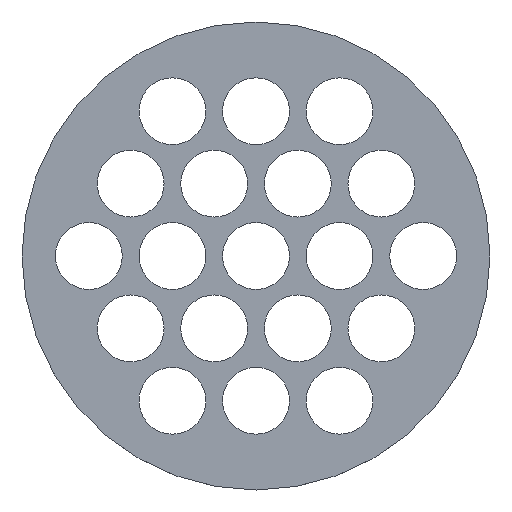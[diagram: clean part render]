
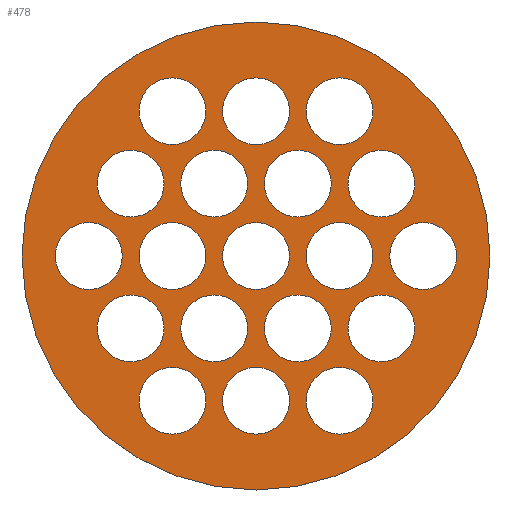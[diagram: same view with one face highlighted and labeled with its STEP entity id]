
A CAD part, top view. The second image highlights one B-rep face of the part: STEP entity #478.
In plain terms, the highlighted planar face has unit normal (0, 0, 1).
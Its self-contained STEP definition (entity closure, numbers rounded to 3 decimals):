
#34=FACE_BOUND('',#118,.T.);
#35=FACE_BOUND('',#119,.T.);
#36=FACE_BOUND('',#120,.T.);
#37=FACE_BOUND('',#121,.T.);
#38=FACE_BOUND('',#122,.T.);
#39=FACE_BOUND('',#123,.T.);
#40=FACE_BOUND('',#124,.T.);
#41=FACE_BOUND('',#125,.T.);
#42=FACE_BOUND('',#126,.T.);
#43=FACE_BOUND('',#127,.T.);
#44=FACE_BOUND('',#128,.T.);
#45=FACE_BOUND('',#129,.T.);
#46=FACE_BOUND('',#130,.T.);
#47=FACE_BOUND('',#131,.T.);
#48=FACE_BOUND('',#132,.T.);
#49=FACE_BOUND('',#133,.T.);
#50=FACE_BOUND('',#134,.T.);
#51=FACE_BOUND('',#135,.T.);
#52=FACE_BOUND('',#136,.T.);
#54=PLANE('',#560);
#76=FACE_OUTER_BOUND('',#117,.T.);
#117=EDGE_LOOP('',(#417));
#118=EDGE_LOOP('',(#418));
#119=EDGE_LOOP('',(#419));
#120=EDGE_LOOP('',(#420));
#121=EDGE_LOOP('',(#421));
#122=EDGE_LOOP('',(#422));
#123=EDGE_LOOP('',(#423));
#124=EDGE_LOOP('',(#424));
#125=EDGE_LOOP('',(#425));
#126=EDGE_LOOP('',(#426));
#127=EDGE_LOOP('',(#427));
#128=EDGE_LOOP('',(#428));
#129=EDGE_LOOP('',(#429));
#130=EDGE_LOOP('',(#430));
#131=EDGE_LOOP('',(#431));
#132=EDGE_LOOP('',(#432));
#133=EDGE_LOOP('',(#433));
#134=EDGE_LOOP('',(#434));
#135=EDGE_LOOP('',(#435));
#136=EDGE_LOOP('',(#436));
#178=CIRCLE('',#501,3.);
#180=CIRCLE('',#504,3.);
#182=CIRCLE('',#507,3.);
#184=CIRCLE('',#510,3.);
#186=CIRCLE('',#513,3.);
#188=CIRCLE('',#516,3.);
#190=CIRCLE('',#519,3.);
#192=CIRCLE('',#522,3.);
#194=CIRCLE('',#525,3.);
#196=CIRCLE('',#528,3.);
#198=CIRCLE('',#531,3.);
#200=CIRCLE('',#534,3.);
#202=CIRCLE('',#537,3.);
#204=CIRCLE('',#540,3.);
#206=CIRCLE('',#543,3.);
#208=CIRCLE('',#546,3.);
#210=CIRCLE('',#549,3.);
#212=CIRCLE('',#552,3.);
#214=CIRCLE('',#555,3.);
#215=CIRCLE('',#557,21.);
#218=VERTEX_POINT('',#711);
#220=VERTEX_POINT('',#717);
#222=VERTEX_POINT('',#723);
#224=VERTEX_POINT('',#729);
#226=VERTEX_POINT('',#735);
#228=VERTEX_POINT('',#741);
#230=VERTEX_POINT('',#747);
#232=VERTEX_POINT('',#753);
#234=VERTEX_POINT('',#759);
#236=VERTEX_POINT('',#765);
#238=VERTEX_POINT('',#771);
#240=VERTEX_POINT('',#777);
#242=VERTEX_POINT('',#783);
#244=VERTEX_POINT('',#789);
#246=VERTEX_POINT('',#795);
#248=VERTEX_POINT('',#801);
#250=VERTEX_POINT('',#807);
#252=VERTEX_POINT('',#813);
#254=VERTEX_POINT('',#819);
#255=VERTEX_POINT('',#823);
#259=EDGE_CURVE('',#218,#218,#178,.T.);
#262=EDGE_CURVE('',#220,#220,#180,.T.);
#265=EDGE_CURVE('',#222,#222,#182,.T.);
#268=EDGE_CURVE('',#224,#224,#184,.T.);
#271=EDGE_CURVE('',#226,#226,#186,.T.);
#274=EDGE_CURVE('',#228,#228,#188,.T.);
#277=EDGE_CURVE('',#230,#230,#190,.T.);
#280=EDGE_CURVE('',#232,#232,#192,.T.);
#283=EDGE_CURVE('',#234,#234,#194,.T.);
#286=EDGE_CURVE('',#236,#236,#196,.T.);
#289=EDGE_CURVE('',#238,#238,#198,.T.);
#292=EDGE_CURVE('',#240,#240,#200,.T.);
#295=EDGE_CURVE('',#242,#242,#202,.T.);
#298=EDGE_CURVE('',#244,#244,#204,.T.);
#301=EDGE_CURVE('',#246,#246,#206,.T.);
#304=EDGE_CURVE('',#248,#248,#208,.T.);
#307=EDGE_CURVE('',#250,#250,#210,.T.);
#310=EDGE_CURVE('',#252,#252,#212,.T.);
#313=EDGE_CURVE('',#254,#254,#214,.T.);
#314=EDGE_CURVE('',#255,#255,#215,.T.);
#417=ORIENTED_EDGE('',*,*,#314,.T.);
#418=ORIENTED_EDGE('',*,*,#259,.T.);
#419=ORIENTED_EDGE('',*,*,#262,.T.);
#420=ORIENTED_EDGE('',*,*,#265,.T.);
#421=ORIENTED_EDGE('',*,*,#268,.T.);
#422=ORIENTED_EDGE('',*,*,#271,.T.);
#423=ORIENTED_EDGE('',*,*,#274,.T.);
#424=ORIENTED_EDGE('',*,*,#277,.T.);
#425=ORIENTED_EDGE('',*,*,#280,.T.);
#426=ORIENTED_EDGE('',*,*,#283,.T.);
#427=ORIENTED_EDGE('',*,*,#286,.T.);
#428=ORIENTED_EDGE('',*,*,#289,.T.);
#429=ORIENTED_EDGE('',*,*,#292,.T.);
#430=ORIENTED_EDGE('',*,*,#295,.T.);
#431=ORIENTED_EDGE('',*,*,#298,.T.);
#432=ORIENTED_EDGE('',*,*,#301,.T.);
#433=ORIENTED_EDGE('',*,*,#304,.T.);
#434=ORIENTED_EDGE('',*,*,#307,.T.);
#435=ORIENTED_EDGE('',*,*,#310,.T.);
#436=ORIENTED_EDGE('',*,*,#313,.T.);
#478=ADVANCED_FACE('',(#76,#34,#35,#36,#37,#38,#39,#40,#41,#42,#43,#44,
#45,#46,#47,#48,#49,#50,#51,#52),#54,.T.);
#501=AXIS2_PLACEMENT_3D('',#713,#568,#569);
#504=AXIS2_PLACEMENT_3D('',#719,#575,#576);
#507=AXIS2_PLACEMENT_3D('',#725,#582,#583);
#510=AXIS2_PLACEMENT_3D('',#731,#589,#590);
#513=AXIS2_PLACEMENT_3D('',#737,#596,#597);
#516=AXIS2_PLACEMENT_3D('',#743,#603,#604);
#519=AXIS2_PLACEMENT_3D('',#749,#610,#611);
#522=AXIS2_PLACEMENT_3D('',#755,#617,#618);
#525=AXIS2_PLACEMENT_3D('',#761,#624,#625);
#528=AXIS2_PLACEMENT_3D('',#767,#631,#632);
#531=AXIS2_PLACEMENT_3D('',#773,#638,#639);
#534=AXIS2_PLACEMENT_3D('',#779,#645,#646);
#537=AXIS2_PLACEMENT_3D('',#785,#652,#653);
#540=AXIS2_PLACEMENT_3D('',#791,#659,#660);
#543=AXIS2_PLACEMENT_3D('',#797,#666,#667);
#546=AXIS2_PLACEMENT_3D('',#803,#673,#674);
#549=AXIS2_PLACEMENT_3D('',#809,#680,#681);
#552=AXIS2_PLACEMENT_3D('',#815,#687,#688);
#555=AXIS2_PLACEMENT_3D('',#821,#694,#695);
#557=AXIS2_PLACEMENT_3D('',#824,#698,#699);
#560=AXIS2_PLACEMENT_3D('',#829,#705,#706);
#568=DIRECTION('center_axis',(0.,0.,-1.));
#569=DIRECTION('ref_axis',(-1.,0.,0.));
#575=DIRECTION('center_axis',(0.,0.,-1.));
#576=DIRECTION('ref_axis',(-1.,0.,0.));
#582=DIRECTION('center_axis',(0.,0.,-1.));
#583=DIRECTION('ref_axis',(-1.,0.,0.));
#589=DIRECTION('center_axis',(0.,0.,-1.));
#590=DIRECTION('ref_axis',(-1.,0.,0.));
#596=DIRECTION('center_axis',(0.,0.,-1.));
#597=DIRECTION('ref_axis',(-1.,0.,0.));
#603=DIRECTION('center_axis',(0.,0.,-1.));
#604=DIRECTION('ref_axis',(-1.,0.,0.));
#610=DIRECTION('center_axis',(0.,0.,-1.));
#611=DIRECTION('ref_axis',(-1.,0.,0.));
#617=DIRECTION('center_axis',(0.,0.,-1.));
#618=DIRECTION('ref_axis',(-1.,0.,0.));
#624=DIRECTION('center_axis',(0.,0.,-1.));
#625=DIRECTION('ref_axis',(-1.,0.,0.));
#631=DIRECTION('center_axis',(0.,0.,-1.));
#632=DIRECTION('ref_axis',(-1.,0.,0.));
#638=DIRECTION('center_axis',(0.,0.,-1.));
#639=DIRECTION('ref_axis',(-1.,0.,0.));
#645=DIRECTION('center_axis',(0.,0.,-1.));
#646=DIRECTION('ref_axis',(-1.,0.,0.));
#652=DIRECTION('center_axis',(0.,0.,-1.));
#653=DIRECTION('ref_axis',(-1.,0.,0.));
#659=DIRECTION('center_axis',(0.,0.,-1.));
#660=DIRECTION('ref_axis',(-1.,0.,0.));
#666=DIRECTION('center_axis',(0.,0.,-1.));
#667=DIRECTION('ref_axis',(-1.,0.,0.));
#673=DIRECTION('center_axis',(0.,0.,-1.));
#674=DIRECTION('ref_axis',(-1.,0.,0.));
#680=DIRECTION('center_axis',(0.,0.,-1.));
#681=DIRECTION('ref_axis',(-1.,0.,0.));
#687=DIRECTION('center_axis',(0.,0.,-1.));
#688=DIRECTION('ref_axis',(-1.,0.,0.));
#694=DIRECTION('center_axis',(0.,0.,-1.));
#695=DIRECTION('ref_axis',(-1.,0.,0.));
#698=DIRECTION('center_axis',(0.,0.,1.));
#699=DIRECTION('ref_axis',(-1.,0.,0.));
#705=DIRECTION('center_axis',(0.,0.,1.));
#706=DIRECTION('ref_axis',(1.,0.,0.));
#711=CARTESIAN_POINT('',(33.502,10.008,1.));
#713=CARTESIAN_POINT('Origin',(30.502,10.008,1.));
#717=CARTESIAN_POINT('',(26.002,10.008,1.));
#719=CARTESIAN_POINT('Origin',(23.002,10.008,1.));
#723=CARTESIAN_POINT('',(18.502,10.008,1.));
#725=CARTESIAN_POINT('Origin',(15.502,10.008,1.));
#729=CARTESIAN_POINT('',(37.252,16.503,1.));
#731=CARTESIAN_POINT('Origin',(34.252,16.503,1.));
#735=CARTESIAN_POINT('',(29.752,16.503,1.));
#737=CARTESIAN_POINT('Origin',(26.752,16.503,1.));
#741=CARTESIAN_POINT('',(22.252,16.503,1.));
#743=CARTESIAN_POINT('Origin',(19.252,16.503,1.));
#747=CARTESIAN_POINT('',(14.752,16.503,1.));
#749=CARTESIAN_POINT('Origin',(11.752,16.503,1.));
#753=CARTESIAN_POINT('',(33.502,35.989,1.));
#755=CARTESIAN_POINT('Origin',(30.502,35.989,1.));
#759=CARTESIAN_POINT('',(26.002,35.989,1.));
#761=CARTESIAN_POINT('Origin',(23.002,35.989,1.));
#765=CARTESIAN_POINT('',(18.502,35.989,1.));
#767=CARTESIAN_POINT('Origin',(15.502,35.989,1.));
#771=CARTESIAN_POINT('',(37.252,29.494,1.));
#773=CARTESIAN_POINT('Origin',(34.252,29.494,1.));
#777=CARTESIAN_POINT('',(41.002,22.998,1.));
#779=CARTESIAN_POINT('Origin',(38.002,22.998,1.));
#783=CARTESIAN_POINT('',(33.502,22.998,1.));
#785=CARTESIAN_POINT('Origin',(30.502,22.998,1.));
#789=CARTESIAN_POINT('',(29.752,29.494,1.));
#791=CARTESIAN_POINT('Origin',(26.752,29.494,1.));
#795=CARTESIAN_POINT('',(22.252,29.494,1.));
#797=CARTESIAN_POINT('Origin',(19.252,29.494,1.));
#801=CARTESIAN_POINT('',(14.752,29.494,1.));
#803=CARTESIAN_POINT('Origin',(11.752,29.494,1.));
#807=CARTESIAN_POINT('',(11.002,22.998,1.));
#809=CARTESIAN_POINT('Origin',(8.002,22.998,1.));
#813=CARTESIAN_POINT('',(18.502,22.998,1.));
#815=CARTESIAN_POINT('Origin',(15.502,22.998,1.));
#819=CARTESIAN_POINT('',(26.002,22.998,1.));
#821=CARTESIAN_POINT('Origin',(23.002,22.998,1.));
#823=CARTESIAN_POINT('',(44.002,22.998,1.));
#824=CARTESIAN_POINT('Origin',(23.002,22.998,1.));
#829=CARTESIAN_POINT('Origin',(23.002,22.998,1.));
